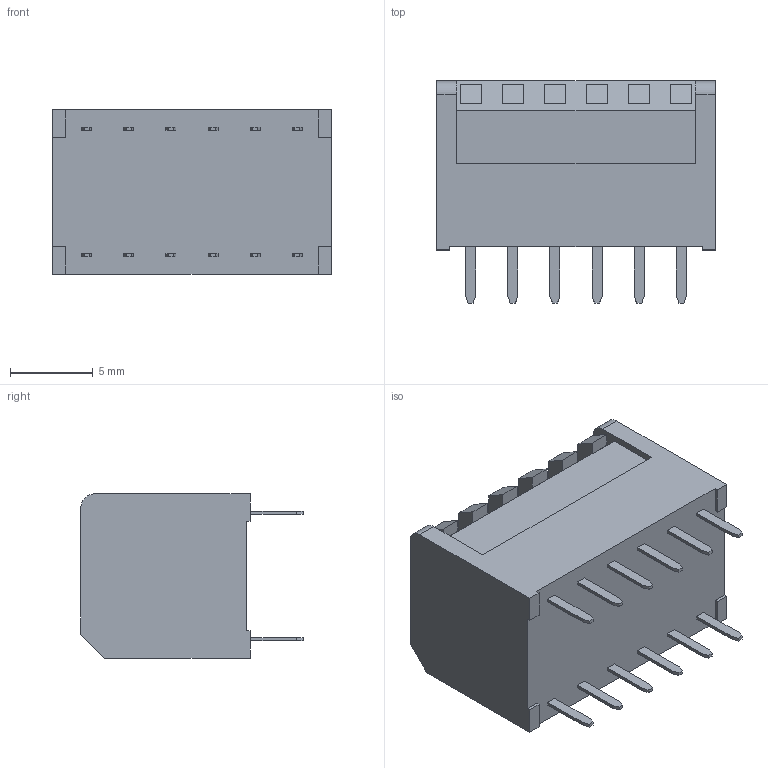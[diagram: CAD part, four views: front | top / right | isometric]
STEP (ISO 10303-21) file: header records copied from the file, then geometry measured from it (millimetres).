
FILE_DESCRIPTION (( 'STEP AP214' ), '1' );
FILE_NAME ('a6fr-6101.STEP', '2018-05-06T10:18:34', ( '' ), ( '' ), 'SwSTEP 2.0', 'SolidWorks 2017', '' );
FILE_SCHEMA (( 'AUTOMOTIVE_DESIGN' ));
Length unit declared in the file: millimetre
Products named in the file (1): a6fr-6101
Bounding box: 16.8 x 13.4 x 9.9 mm (x, y, z)
Volume: 1608.5 mm3; surface area: 936.9 mm2
Topology: 1 solids, 1 shells, 140 faces, 360 edges, 240 vertices
Faces by surface type: plane 138, cylinder 2
Entity records: 4818 total; most frequent: CARTESIAN_POINT 741, ORIENTED_EDGE 720, DIRECTION 646, EDGE_CURVE 360, LINE 356, VECTOR 356, VERTEX_POINT 240, EDGE_LOOP 158
